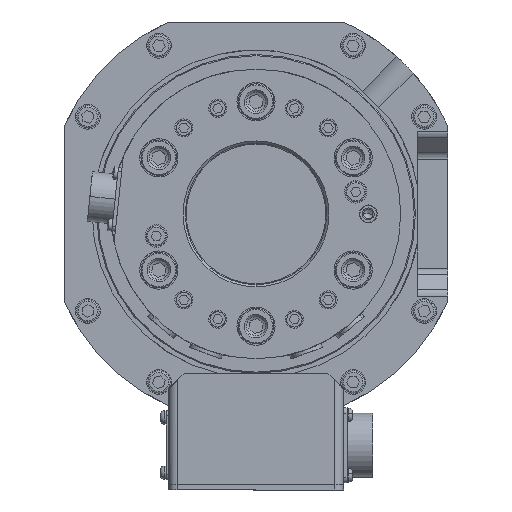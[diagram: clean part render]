
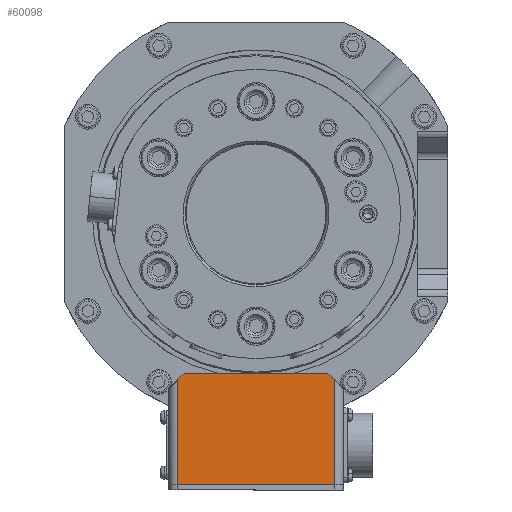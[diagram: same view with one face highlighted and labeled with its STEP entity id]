
A CAD part, front view. The second image highlights one B-rep face of the part: STEP entity #60098.
In plain terms, the highlighted planar face has unit normal (0, -1, 0).
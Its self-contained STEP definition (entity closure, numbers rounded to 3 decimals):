
#1277 = VECTOR ( 'NONE', #31263, 1000. ) ;
#1786 = VECTOR ( 'NONE', #17015, 1000. ) ;
#1788 = CARTESIAN_POINT ( 'NONE',  ( -32., -27.95, -71. ) ) ;
#2336 = VERTEX_POINT ( 'NONE', #113363 ) ;
#4799 = DIRECTION ( 'NONE',  ( 0., 0., 1. ) ) ;
#6626 = EDGE_CURVE ( 'NONE', #17247, #16755, #56311, .T. ) ;
#7288 = VECTOR ( 'NONE', #4799, 1000. ) ;
#8194 = CARTESIAN_POINT ( 'NONE',  ( -35., -27.95, -120.5 ) ) ;
#9039 = CARTESIAN_POINT ( 'NONE',  ( 32., -27.95, -71. ) ) ;
#9495 = VERTEX_POINT ( 'NONE', #57752 ) ;
#10104 = VERTEX_POINT ( 'NONE', #16132 ) ;
#12803 = LINE ( 'NONE', #83523, #7288 ) ;
#16131 = EDGE_CURVE ( 'NONE', #10104, #2336, #64574, .T. ) ;
#16132 = CARTESIAN_POINT ( 'NONE',  ( 35., -27.95, -120.49 ) ) ;
#16351 = LINE ( 'NONE', #110292, #82346 ) ;
#16755 = VERTEX_POINT ( 'NONE', #9039 ) ;
#17015 = DIRECTION ( 'NONE',  ( 0., 0., -1. ) ) ;
#17247 = VERTEX_POINT ( 'NONE', #29863 ) ;
#19017 = CARTESIAN_POINT ( 'NONE',  ( 39., -27.95, -120.5 ) ) ;
#26111 = VERTEX_POINT ( 'NONE', #1788 ) ;
#29863 = CARTESIAN_POINT ( 'NONE',  ( 35., -27.95, -74. ) ) ;
#30496 = CARTESIAN_POINT ( 'NONE',  ( 39., -27.95, -71. ) ) ;
#31263 = DIRECTION ( 'NONE',  ( 1., 0., 0. ) ) ;
#35462 = DIRECTION ( 'NONE',  ( -1., 0., 0. ) ) ;
#39811 = CARTESIAN_POINT ( 'NONE',  ( 39., -27.95, -120.49 ) ) ;
#40532 = EDGE_LOOP ( 'NONE', ( #87141, #104015, #95053, #53374, #99811, #112008 ) ) ;
#46098 = DIRECTION ( 'NONE',  ( -0.707, 0., 0.707 ) ) ;
#53374 = ORIENTED_EDGE ( 'NONE', *, *, #98312, .T. ) ;
#54982 = VECTOR ( 'NONE', #46098, 1000. ) ;
#55029 = VECTOR ( 'NONE', #35462, 1000. ) ;
#56311 = LINE ( 'NONE', #87248, #54982 ) ;
#57752 = CARTESIAN_POINT ( 'NONE',  ( -35., -27.95, -74. ) ) ;
#60098 = ADVANCED_FACE ( 'NONE', ( #107384 ), #96598, .F. ) ;
#64574 = LINE ( 'NONE', #39811, #55029 ) ;
#69137 = EDGE_CURVE ( 'NONE', #10104, #17247, #12803, .T. ) ;
#71264 = DIRECTION ( 'NONE',  ( 0., 1., 0. ) ) ;
#73210 = LINE ( 'NONE', #8194, #1786 ) ;
#81693 = EDGE_CURVE ( 'NONE', #26111, #16755, #87896, .T. ) ;
#82346 = VECTOR ( 'NONE', #93753, 1000. ) ;
#83521 = AXIS2_PLACEMENT_3D ( 'NONE', #19017, #71264, #106190 ) ;
#83523 = CARTESIAN_POINT ( 'NONE',  ( 35., -27.95, -120.5 ) ) ;
#87141 = ORIENTED_EDGE ( 'NONE', *, *, #69137, .T. ) ;
#87248 = CARTESIAN_POINT ( 'NONE',  ( 32., -27.95, -71. ) ) ;
#87896 = LINE ( 'NONE', #30496, #1277 ) ;
#93753 = DIRECTION ( 'NONE',  ( -0.707, 0., -0.707 ) ) ;
#93757 = EDGE_CURVE ( 'NONE', #9495, #2336, #73210, .T. ) ;
#95053 = ORIENTED_EDGE ( 'NONE', *, *, #81693, .F. ) ;
#96598 = PLANE ( 'NONE',  #83521 ) ;
#98312 = EDGE_CURVE ( 'NONE', #26111, #9495, #16351, .T. ) ;
#99811 = ORIENTED_EDGE ( 'NONE', *, *, #93757, .T. ) ;
#104015 = ORIENTED_EDGE ( 'NONE', *, *, #6626, .T. ) ;
#106190 = DIRECTION ( 'NONE',  ( 0., 0., -1. ) ) ;
#107384 = FACE_OUTER_BOUND ( 'NONE', #40532, .T. ) ;
#110292 = CARTESIAN_POINT ( 'NONE',  ( -32., -27.95, -71. ) ) ;
#112008 = ORIENTED_EDGE ( 'NONE', *, *, #16131, .F. ) ;
#113363 = CARTESIAN_POINT ( 'NONE',  ( -35., -27.95, -120.49 ) ) ;
